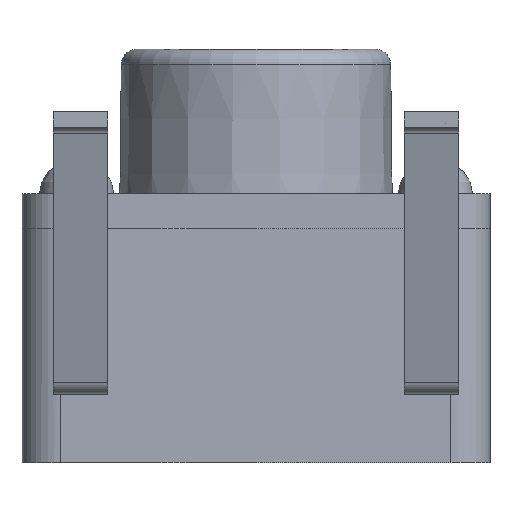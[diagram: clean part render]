
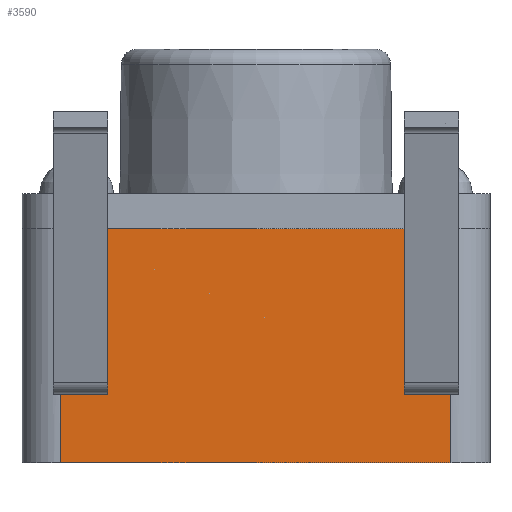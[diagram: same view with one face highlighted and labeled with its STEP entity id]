
A CAD part, left-side view. The second image highlights one B-rep face of the part: STEP entity #3590.
In plain terms, the highlighted planar face has unit normal (-1, 0, 0).
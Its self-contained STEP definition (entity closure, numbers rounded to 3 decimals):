
#289=LINE('',#5787,#658);
#298=LINE('',#5812,#667);
#308=LINE('',#5835,#677);
#317=LINE('',#5864,#686);
#325=LINE('',#5889,#694);
#336=LINE('',#5911,#705);
#368=LINE('',#5982,#737);
#369=LINE('',#5983,#738);
#382=LINE('',#6015,#751);
#383=LINE('',#6016,#752);
#384=LINE('',#6018,#753);
#385=LINE('',#6019,#754);
#658=VECTOR('',#4679,10.);
#667=VECTOR('',#4698,10.);
#677=VECTOR('',#4732,10.);
#686=VECTOR('',#4753,10.);
#694=VECTOR('',#4773,10.);
#705=VECTOR('',#4804,10.);
#737=VECTOR('',#4874,10.);
#738=VECTOR('',#4875,10.);
#751=VECTOR('',#4908,10.);
#752=VECTOR('',#4909,10.);
#753=VECTOR('',#4910,10.);
#754=VECTOR('',#4911,10.);
#1035=FACE_OUTER_BOUND('',#1255,.T.);
#1255=EDGE_LOOP('',(#3162,#3163,#3164,#3165,#3166,#3167,#3168,#3169,#3170,
#3171,#3172,#3173));
#1660=VERTEX_POINT('',#5785);
#1661=VERTEX_POINT('',#5786);
#1672=VERTEX_POINT('',#5811);
#1673=VERTEX_POINT('',#5833);
#1686=VERTEX_POINT('',#5862);
#1687=VERTEX_POINT('',#5863);
#1698=VERTEX_POINT('',#5887);
#1699=VERTEX_POINT('',#5910);
#1716=VERTEX_POINT('',#5975);
#1719=VERTEX_POINT('',#5980);
#1728=VERTEX_POINT('',#6014);
#1729=VERTEX_POINT('',#6017);
#2102=EDGE_CURVE('',#1660,#1661,#289,.T.);
#2115=EDGE_CURVE('',#1672,#1660,#298,.T.);
#2127=EDGE_CURVE('',#1661,#1673,#308,.T.);
#2140=EDGE_CURVE('',#1686,#1687,#317,.T.);
#2153=EDGE_CURVE('',#1687,#1698,#325,.T.);
#2164=EDGE_CURVE('',#1699,#1686,#336,.T.);
#2199=EDGE_CURVE('',#1719,#1698,#368,.T.);
#2200=EDGE_CURVE('',#1699,#1716,#369,.T.);
#2217=EDGE_CURVE('',#1728,#1673,#382,.T.);
#2218=EDGE_CURVE('',#1728,#1716,#383,.T.);
#2219=EDGE_CURVE('',#1719,#1729,#384,.T.);
#2220=EDGE_CURVE('',#1672,#1729,#385,.T.);
#3162=ORIENTED_EDGE('',*,*,#2217,.F.);
#3163=ORIENTED_EDGE('',*,*,#2218,.T.);
#3164=ORIENTED_EDGE('',*,*,#2200,.F.);
#3165=ORIENTED_EDGE('',*,*,#2164,.T.);
#3166=ORIENTED_EDGE('',*,*,#2140,.T.);
#3167=ORIENTED_EDGE('',*,*,#2153,.T.);
#3168=ORIENTED_EDGE('',*,*,#2199,.F.);
#3169=ORIENTED_EDGE('',*,*,#2219,.T.);
#3170=ORIENTED_EDGE('',*,*,#2220,.F.);
#3171=ORIENTED_EDGE('',*,*,#2115,.T.);
#3172=ORIENTED_EDGE('',*,*,#2102,.T.);
#3173=ORIENTED_EDGE('',*,*,#2127,.T.);
#3400=PLANE('',#3931);
#3590=ADVANCED_FACE('',(#1035),#3400,.T.);
#3931=AXIS2_PLACEMENT_3D('',#6013,#4906,#4907);
#4679=DIRECTION('',(0.,0.,-1.));
#4698=DIRECTION('',(0.,-1.,0.));
#4732=DIRECTION('',(0.,1.,0.));
#4753=DIRECTION('',(0.,0.,1.));
#4773=DIRECTION('',(0.,-1.,0.));
#4804=DIRECTION('',(0.,1.,0.));
#4874=DIRECTION('',(0.,0.,-1.));
#4875=DIRECTION('',(0.,0.,-1.));
#4906=DIRECTION('center_axis',(-1.,0.,0.));
#4907=DIRECTION('ref_axis',(0.,0.,1.));
#4908=DIRECTION('',(0.,0.,1.));
#4909=DIRECTION('',(0.,-1.,0.));
#4910=DIRECTION('',(0.,1.,0.));
#4911=DIRECTION('',(0.,0.,1.));
#5785=CARTESIAN_POINT('',(-3.,1.9,-0.56));
#5786=CARTESIAN_POINT('',(-3.,1.9,-0.76));
#5787=CARTESIAN_POINT('',(-3.,1.9,0.67));
#5811=CARTESIAN_POINT('',(-3.,2.5,-0.56));
#5812=CARTESIAN_POINT('',(-3.,-0.55,-0.56));
#5833=CARTESIAN_POINT('',(-3.,2.5,-0.76));
#5835=CARTESIAN_POINT('',(-3.,-0.55,-0.76));
#5862=CARTESIAN_POINT('',(-3.,-1.9,-0.76));
#5863=CARTESIAN_POINT('',(-3.,-1.9,-0.56));
#5864=CARTESIAN_POINT('',(-3.,-1.9,0.67));
#5887=CARTESIAN_POINT('',(-3.,-2.5,-0.56));
#5889=CARTESIAN_POINT('',(-3.,-2.45,-0.56));
#5910=CARTESIAN_POINT('',(-3.,-2.5,-0.76));
#5911=CARTESIAN_POINT('',(-3.,-2.45,-0.76));
#5975=CARTESIAN_POINT('',(-3.,-2.5,-1.64));
#5980=CARTESIAN_POINT('',(-3.,-2.5,1.36));
#5982=CARTESIAN_POINT('',(-3.,-2.5,0.));
#5983=CARTESIAN_POINT('',(-3.,-2.5,0.));
#6013=CARTESIAN_POINT('Origin',(-3.,-3.,0.));
#6014=CARTESIAN_POINT('',(-3.,2.5,-1.64));
#6015=CARTESIAN_POINT('',(-3.,2.5,0.));
#6016=CARTESIAN_POINT('',(-3.,-3.,-1.64));
#6017=CARTESIAN_POINT('',(-3.,2.5,1.36));
#6018=CARTESIAN_POINT('',(-3.,3.,1.36));
#6019=CARTESIAN_POINT('',(-3.,2.5,0.));
